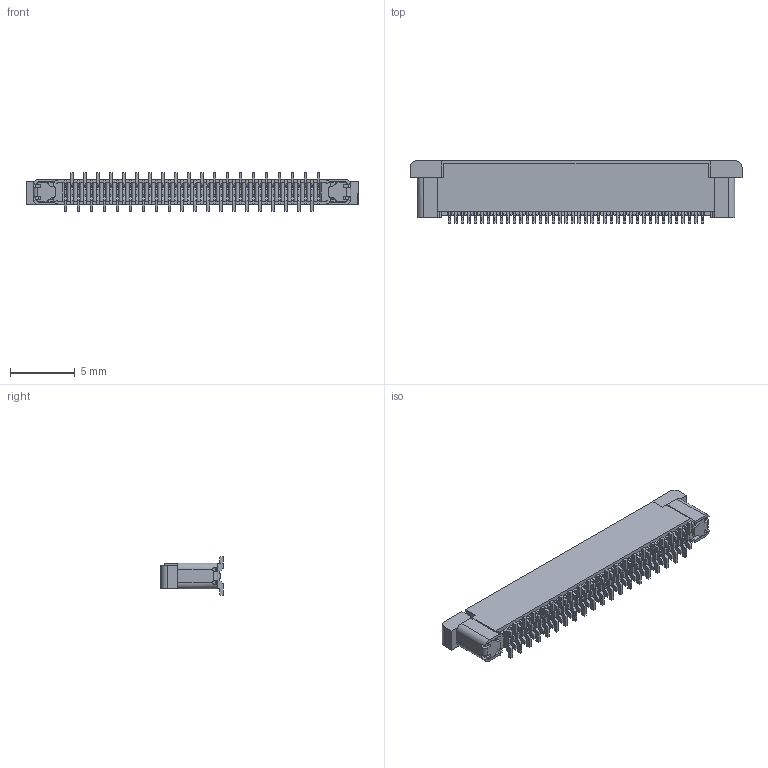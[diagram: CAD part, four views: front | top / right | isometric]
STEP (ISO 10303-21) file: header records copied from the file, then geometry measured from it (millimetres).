
FILE_DESCRIPTION (( 'STEP AP203' ), '1' );
FILE_NAME ('FFC2A30-40-X-L_revE.STEP', '2015-12-10T10:40:44', ( '' ), ( '' ), 'SwSTEP 2.0', 'SolidWorks 2010', '' );
FILE_SCHEMA (( 'CONFIG_CONTROL_DESIGN' ));
Length unit declared in the file: millimetre
Products named in the file (7): cover-40con; MSBR-2; FFC2A30-40-X-L_revE; housing-40con; MSBR-3; pin2; pin1
Assembly tree (44 placements, depth 2):
  FFC2A30-40-X-L_revE
    MSBR-2
    pin2  x20
    pin1  x20
    cover-40con
    housing-40con
    MSBR-3
Bounding box: 25.6 x 4.81 x 3 mm (x, y, z)
Volume: 152.4 mm3; surface area: 1201.8 mm2
Topology: 44 solids, 44 shells, 3019 faces, 9099 edges, 6010 vertices
Faces by surface type: plane 1665, cylinder 1354
Entity records: 34735 total; most frequent: CARTESIAN_POINT 6045, ORIENTED_EDGE 6000, DIRECTION 5364, EDGE_CURVE 3000, LINE 2518, VECTOR 2518, VERTEX_POINT 1944, AXIS2_PLACEMENT_3D 1423
